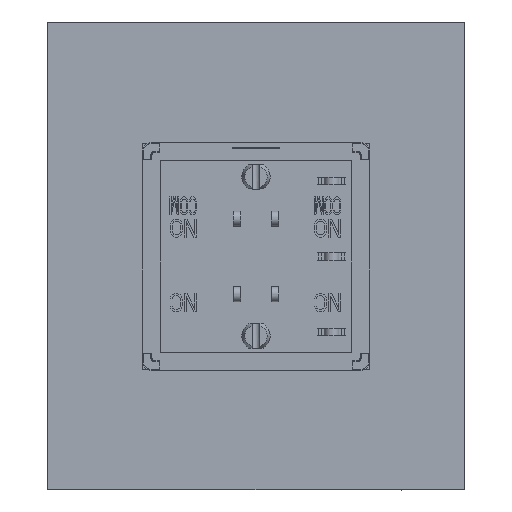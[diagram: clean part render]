
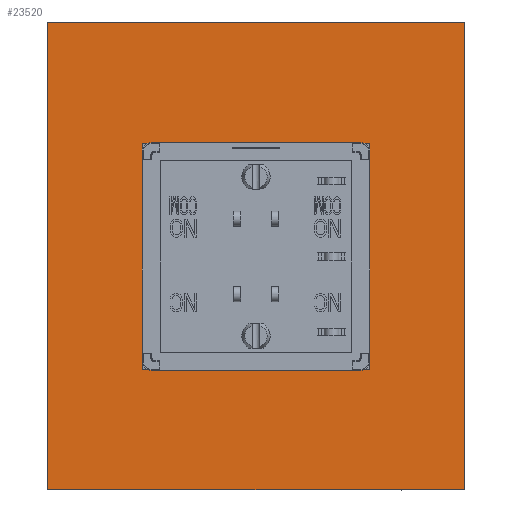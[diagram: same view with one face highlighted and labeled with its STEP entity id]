
A CAD part, front view. The second image highlights one B-rep face of the part: STEP entity #23520.
In plain terms, the highlighted planar face has unit normal (0, -1, 0).
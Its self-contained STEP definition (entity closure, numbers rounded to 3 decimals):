
#276=FACE_BOUND('',#2841,.T.);
#2063=FACE_OUTER_BOUND('',#2840,.T.);
#2840=EDGE_LOOP('',(#22072,#22073,#22074,#22075));
#2841=EDGE_LOOP('',(#22076,#22077,#22078,#22079));
#6377=LINE('',#42822,#9949);
#6381=LINE('',#42830,#9953);
#6384=LINE('',#42836,#9956);
#6387=LINE('',#42841,#9959);
#6389=LINE('',#42847,#9961);
#6393=LINE('',#42855,#9965);
#6396=LINE('',#42861,#9968);
#6399=LINE('',#42866,#9971);
#9949=VECTOR('',#31649,10.);
#9953=VECTOR('',#31655,10.);
#9956=VECTOR('',#31660,10.);
#9959=VECTOR('',#31665,10.);
#9961=VECTOR('',#31671,10.);
#9965=VECTOR('',#31677,10.);
#9968=VECTOR('',#31682,10.);
#9971=VECTOR('',#31687,10.);
#13963=VERTEX_POINT('',#42820);
#13964=VERTEX_POINT('',#42821);
#13967=VERTEX_POINT('',#42829);
#13969=VERTEX_POINT('',#42835);
#13971=VERTEX_POINT('',#42845);
#13972=VERTEX_POINT('',#42846);
#13975=VERTEX_POINT('',#42854);
#13977=VERTEX_POINT('',#42860);
#17974=EDGE_CURVE('',#13963,#13964,#6377,.T.);
#17978=EDGE_CURVE('',#13967,#13963,#6381,.T.);
#17981=EDGE_CURVE('',#13969,#13967,#6384,.T.);
#17984=EDGE_CURVE('',#13964,#13969,#6387,.T.);
#17986=EDGE_CURVE('',#13971,#13972,#6389,.T.);
#17990=EDGE_CURVE('',#13972,#13975,#6393,.T.);
#17993=EDGE_CURVE('',#13975,#13977,#6396,.T.);
#17996=EDGE_CURVE('',#13977,#13971,#6399,.T.);
#22072=ORIENTED_EDGE('',*,*,#17996,.T.);
#22073=ORIENTED_EDGE('',*,*,#17986,.T.);
#22074=ORIENTED_EDGE('',*,*,#17990,.T.);
#22075=ORIENTED_EDGE('',*,*,#17993,.T.);
#22076=ORIENTED_EDGE('',*,*,#17974,.T.);
#22077=ORIENTED_EDGE('',*,*,#17984,.T.);
#22078=ORIENTED_EDGE('',*,*,#17981,.T.);
#22079=ORIENTED_EDGE('',*,*,#17978,.T.);
#22783=PLANE('',#26031);
#23520=ADVANCED_FACE('',(#2063,#276),#22783,.F.);
#26031=AXIS2_PLACEMENT_3D('',#42894,#31713,#31714);
#31649=DIRECTION('',(-1.,0.,0.));
#31655=DIRECTION('',(0.,0.,-1.));
#31660=DIRECTION('',(1.,0.,0.));
#31665=DIRECTION('',(0.,0.,1.));
#31671=DIRECTION('',(0.,0.,-1.));
#31677=DIRECTION('',(1.,0.,0.));
#31682=DIRECTION('',(0.,0.,1.));
#31687=DIRECTION('',(-1.,0.,0.));
#31713=DIRECTION('center_axis',(0.,1.,0.));
#31714=DIRECTION('ref_axis',(1.,0.,0.));
#42820=CARTESIAN_POINT('',(21.62,0.,8.08));
#42821=CARTESIAN_POINT('',(6.38,0.,8.08));
#42822=CARTESIAN_POINT('',(17.81,0.,8.08));
#42829=CARTESIAN_POINT('',(21.62,0.,23.32));
#42830=CARTESIAN_POINT('',(21.62,0.,19.51));
#42835=CARTESIAN_POINT('',(6.38,0.,23.32));
#42836=CARTESIAN_POINT('',(10.19,0.,23.32));
#42841=CARTESIAN_POINT('',(6.38,0.,11.89));
#42845=CARTESIAN_POINT('',(0.,0.,31.4));
#42846=CARTESIAN_POINT('',(0.,0.,0.));
#42847=CARTESIAN_POINT('',(0.,0.,31.4));
#42854=CARTESIAN_POINT('',(28.,0.,0.));
#42855=CARTESIAN_POINT('',(0.,0.,0.));
#42860=CARTESIAN_POINT('',(28.,0.,31.4));
#42861=CARTESIAN_POINT('',(28.,0.,0.));
#42866=CARTESIAN_POINT('',(28.,0.,31.4));
#42894=CARTESIAN_POINT('Origin',(14.,0.,15.7));
